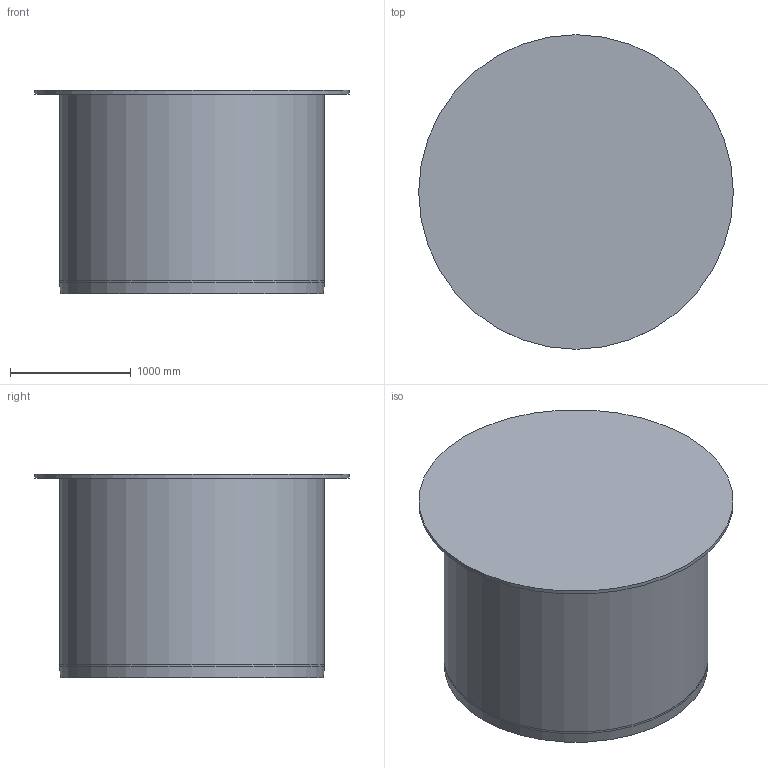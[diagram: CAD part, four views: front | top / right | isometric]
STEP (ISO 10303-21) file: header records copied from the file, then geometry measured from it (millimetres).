
FILE_DESCRIPTION(/* description */ (''),/* implementation_level */ '2;1');
FILE_NAME(/* name */ '08001.200X_3D.stp',/* time_stamp */ '2024-12-11T14:17:54+01:00',/* author */ ('CAD'),/* organization */ (''),/* preprocessor_version */ 'ST-DEVELOPER v20',/* originating_system */ 'AutoCAD Mechanical',/* authorisation */ '');
FILE_SCHEMA (('AUTOMOTIVE_DESIGN { 1 0 10303 214 3 1 1 }'));
Length unit declared in the file: centimetre
Products named in the file (2): Product; *S2
Assembly tree (1 placements, depth 2):
  Product
    *S2
Bounding box: 2600 x 2600 x 1680 mm (x, y, z)
Volume: 384125322.1 mm3; surface area: 33619953.5 mm2
Topology: 2 solids, 2 shells, 11 faces, 18 edges, 10 vertices
Faces by surface type: plane 3, cylinder 3, cone 3, torus 2
Full cylindrical faces by diameter (mm): 2150 x1, 2190 x1, 2600 x1
Entity records: 310 total; most frequent: DIRECTION 58, CARTESIAN_POINT 42, ORIENTED_EDGE 36, AXIS2_PLACEMENT_3D 26, EDGE_CURVE 18, EDGE_LOOP 12, CIRCLE 12, FACE_OUTER_BOUND 11
